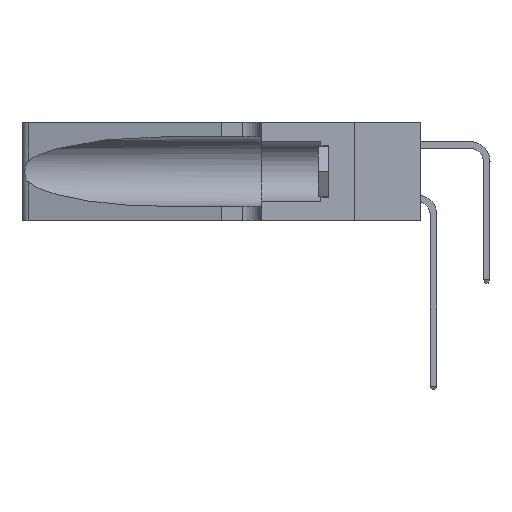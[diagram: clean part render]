
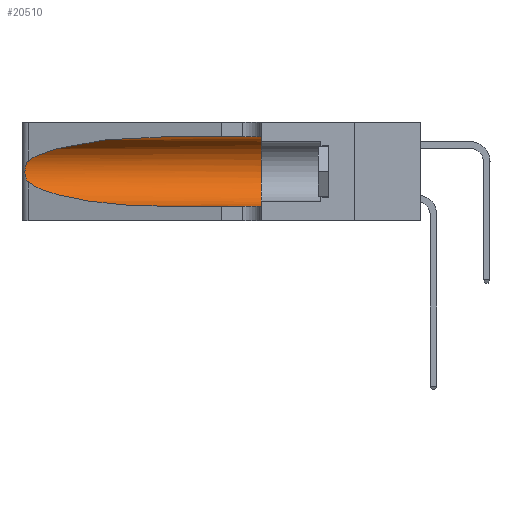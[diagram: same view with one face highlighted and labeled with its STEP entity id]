
A CAD part, left-side view. The second image highlights one B-rep face of the part: STEP entity #20510.
In plain terms, the highlighted cylindrical face has radius 3.308 mm (diameter 6.617 mm), a partial arc.
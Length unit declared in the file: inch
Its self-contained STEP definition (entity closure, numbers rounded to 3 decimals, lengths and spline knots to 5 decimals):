
#190 = CARTESIAN_POINT ( 'NONE',  ( 0.2373, 1.15595, 0.28018 ) ) ;
#505 = DIRECTION ( 'NONE',  ( 0., -1., 0. ) ) ;
#720 = CARTESIAN_POINT ( 'NONE',  ( 0.26075, 1.23896, 0.178 ) ) ;
#904 = AXIS2_PLACEMENT_3D ( 'NONE', #11605, #505, #19462 ) ;
#1057 = ORIENTED_EDGE ( 'NONE', *, *, #7901, .T. ) ;
#1162 = EDGE_CURVE ( 'NONE', #6137, #4101, #5172, .T. ) ;
#1203 = CARTESIAN_POINT ( 'NONE',  ( 0.1305, 0.72297, 0.05475 ) ) ;
#1577 = EDGE_LOOP ( 'NONE', ( #20340, #3344, #1057, #7579, #5280, #16934 ) ) ;
#1988 = CYLINDRICAL_SURFACE ( 'NONE', #904, 0.13025 ) ;
#2292 = CARTESIAN_POINT ( 'NONE',  ( 0.25555, 1.22994, 0.2215 ) ) ;
#2357 = CARTESIAN_POINT ( 'NONE',  ( 0.25856, 1.23593, 0.16098 ) ) ;
#3142 = CARTESIAN_POINT ( 'NONE',  ( 0.2373, 1.15595, 0.08982 ) ) ;
#3200 = EDGE_CURVE ( 'NONE', #10347, #11722, #12711, .T. ) ;
#3344 = ORIENTED_EDGE ( 'NONE', *, *, #3200, .T. ) ;
#3387 = CARTESIAN_POINT ( 'NONE',  ( 0.1305, 1.61858, 0.31525 ) ) ;
#3460 = DIRECTION ( 'NONE',  ( 0., 1., 0. ) ) ;
#3904 = CARTESIAN_POINT ( 'NONE',  ( 0.25639, 1.23184, 0.21858 ) ) ;
#3970 = CARTESIAN_POINT ( 'NONE',  ( 0.25639, 1.23186, 0.15144 ) ) ;
#4101 = VERTEX_POINT ( 'NONE', #13950 ) ;
#5060 = VERTEX_POINT ( 'NONE', #11610 ) ;
#5172 = LINE ( 'NONE', #3387, #13081 ) ;
#5280 = ORIENTED_EDGE ( 'NONE', *, *, #8351, .F. ) ;
#5559 = CARTESIAN_POINT ( 'NONE',  ( 0.25487, 1.22718, 0.14631 ) ) ;
#6137 = VERTEX_POINT ( 'NONE', #9624 ) ;
#7031 = VECTOR ( 'NONE', #14587, 39.37008 ) ;
#7069 = VERTEX_POINT ( 'NONE', #1203 ) ;
#7070 = CARTESIAN_POINT ( 'NONE',  ( 0.25487, 1.22718, 0.22369 ) ) ;
#7149 = AXIS2_PLACEMENT_3D ( 'NONE', #12936, #3460, #14491 ) ;
#7509 = LINE ( 'NONE', #13027, #7031 ) ;
#7579 = ORIENTED_EDGE ( 'NONE', *, *, #11451, .T. ) ;
#7886 = CARTESIAN_POINT ( 'NONE',  ( 0.1305, 0.72297, 0.05475 ) ) ;
#7901 = EDGE_CURVE ( 'NONE', #11722, #7069, #10107, .T. ) ;
#8112 = CARTESIAN_POINT ( 'NONE',  ( 0.1305, 0.72297, 0.31525 ) ) ;
#8351 = EDGE_CURVE ( 'NONE', #4101, #5060, #10420, .T. ) ;
#8633 = CARTESIAN_POINT ( 'NONE',  ( 0.25854, 1.2359, 0.20912 ) ) ;
#9624 = CARTESIAN_POINT ( 'NONE',  ( 0.1305, 0.72297, 0.31525 ) ) ;
#10107 =( BOUNDED_CURVE ( )  B_SPLINE_CURVE ( 3, ( #15735, #3142, #17320, #7886 ),
 .UNSPECIFIED., .F., .F. ) 
 B_SPLINE_CURVE_WITH_KNOTS ( ( 4, 4 ),
 ( 3.44316, 4.71239 ),
 .UNSPECIFIED. ) 
 CURVE ( )  GEOMETRIC_REPRESENTATION_ITEM ( )  RATIONAL_B_SPLINE_CURVE ( ( 1., 0.87, 0.87, 1. ) ) 
 REPRESENTATION_ITEM ( '' )  );
#10231 =( BOUNDED_CURVE ( )  B_SPLINE_CURVE ( 3, ( #8112, #17561, #190, #11371 ),
 .UNSPECIFIED., .F., .F. ) 
 B_SPLINE_CURVE_WITH_KNOTS ( ( 4, 4 ),
 ( 1.5708, 2.84003 ),
 .UNSPECIFIED. ) 
 CURVE ( )  GEOMETRIC_REPRESENTATION_ITEM ( )  RATIONAL_B_SPLINE_CURVE ( ( 1., 0.87, 0.87, 1. ) ) 
 REPRESENTATION_ITEM ( '' )  );
#10272 = CARTESIAN_POINT ( 'NONE',  ( 0.26075, 1.23896, 0.19203 ) ) ;
#10347 = VERTEX_POINT ( 'NONE', #13137 ) ;
#10420 = CIRCLE ( 'NONE', #7149, 0.13025 ) ;
#10441 = FACE_OUTER_BOUND ( 'NONE', #1577, .T. ) ;
#11371 = CARTESIAN_POINT ( 'NONE',  ( 0.25487, 1.22718, 0.22369 ) ) ;
#11451 = EDGE_CURVE ( 'NONE', #7069, #5060, #7509, .T. ) ;
#11605 = CARTESIAN_POINT ( 'NONE',  ( 0.1305, 1.61858, 0.185 ) ) ;
#11610 = CARTESIAN_POINT ( 'NONE',  ( 0.1305, 0.35, 0.05475 ) ) ;
#11722 = VERTEX_POINT ( 'NONE', #18340 ) ;
#11878 = CARTESIAN_POINT ( 'NONE',  ( 0.26017, 1.23833, 0.17102 ) ) ;
#12604 = EDGE_CURVE ( 'NONE', #6137, #10347, #10231, .T. ) ;
#12711 = B_SPLINE_CURVE_WITH_KNOTS ( 'NONE', 3,
 ( #7070, #2292, #3904, #18073, #8633, #19674, #10272, #720, #11878, #2357, #13432, #3970, #14988, #5559 ),
 .UNSPECIFIED., .F., .F.,
 ( 4, 2, 2, 2, 2, 2, 4 ),
 ( 0., 0.00027, 0.00053, 0.00107, 0.0016, 0.00187, 0.00214 ),
 .UNSPECIFIED. ) ;
#12936 = CARTESIAN_POINT ( 'NONE',  ( 0.1305, 0.35, 0.185 ) ) ;
#13027 = CARTESIAN_POINT ( 'NONE',  ( 0.1305, 1.61858, 0.05475 ) ) ;
#13081 = VECTOR ( 'NONE', #15950, 39.37008 ) ;
#13137 = CARTESIAN_POINT ( 'NONE',  ( 0.25487, 1.22718, 0.22369 ) ) ;
#13432 = CARTESIAN_POINT ( 'NONE',  ( 0.25789, 1.23486, 0.15765 ) ) ;
#13950 = CARTESIAN_POINT ( 'NONE',  ( 0.1305, 0.35, 0.31525 ) ) ;
#14491 = DIRECTION ( 'NONE',  ( 0., 0., 1. ) ) ;
#14587 = DIRECTION ( 'NONE',  ( 0., -1., 0. ) ) ;
#14988 = CARTESIAN_POINT ( 'NONE',  ( 0.25555, 1.22993, 0.14849 ) ) ;
#15735 = CARTESIAN_POINT ( 'NONE',  ( 0.25487, 1.22718, 0.14631 ) ) ;
#15950 = DIRECTION ( 'NONE',  ( 0., -1., 0. ) ) ;
#16934 = ORIENTED_EDGE ( 'NONE', *, *, #1162, .F. ) ;
#17320 = CARTESIAN_POINT ( 'NONE',  ( 0.18966, 0.96281, 0.05475 ) ) ;
#17561 = CARTESIAN_POINT ( 'NONE',  ( 0.18966, 0.96281, 0.31525 ) ) ;
#18073 = CARTESIAN_POINT ( 'NONE',  ( 0.25787, 1.23484, 0.2124 ) ) ;
#18340 = CARTESIAN_POINT ( 'NONE',  ( 0.25487, 1.22718, 0.14631 ) ) ;
#19462 = DIRECTION ( 'NONE',  ( 0., 0., -1. ) ) ;
#19674 = CARTESIAN_POINT ( 'NONE',  ( 0.26018, 1.23835, 0.19895 ) ) ;
#20340 = ORIENTED_EDGE ( 'NONE', *, *, #12604, .T. ) ;
#20510 = ADVANCED_FACE ( 'NONE', ( #10441 ), #1988, .F. ) ;
